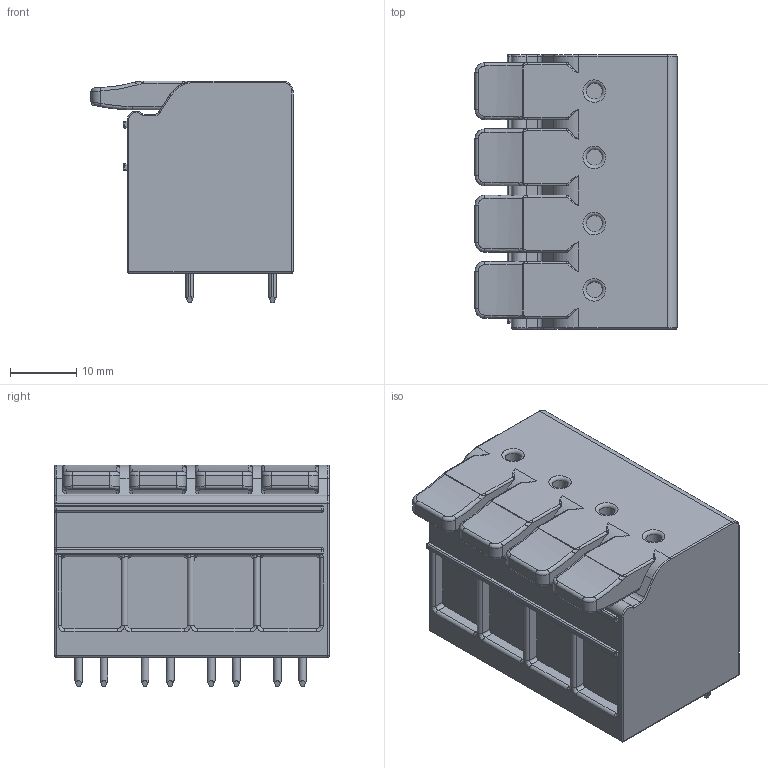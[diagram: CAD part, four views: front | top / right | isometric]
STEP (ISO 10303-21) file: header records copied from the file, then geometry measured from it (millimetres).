
FILE_DESCRIPTION (( 'STEP AP203' ), '1' );
FILE_NAME ('MPX315-100204.STEP', '2018-07-12T23:24:08', ( 'AcerPC' ), ( 'DECA' ), 'SwSTEP 2.0', 'SolidWorks 2012', '' );
FILE_SCHEMA (( 'CONFIG_CONTROL_DESIGN' ));
Length unit declared in the file: millimetre
Products named in the file (1): MPX315-100204
Bounding box: 30.5 x 41.4 x 33.5 mm (x, y, z)
Volume: 29479.7 mm3; surface area: 7316.1 mm2
Topology: 1 solids, 1 shells, 364 faces, 932 edges, 570 vertices
Faces by surface type: cylinder 149, plane 115, bspline 56, torus 36, sphere 8
Full cylindrical faces by diameter (mm): 2.4 x4
Entity records: 13612 total; most frequent: CARTESIAN_POINT 5445, ORIENTED_EDGE 1816, DIRECTION 1544, EDGE_CURVE 908, VERTEX_POINT 566, AXIS2_PLACEMENT_3D 563, LINE 418, VECTOR 418
